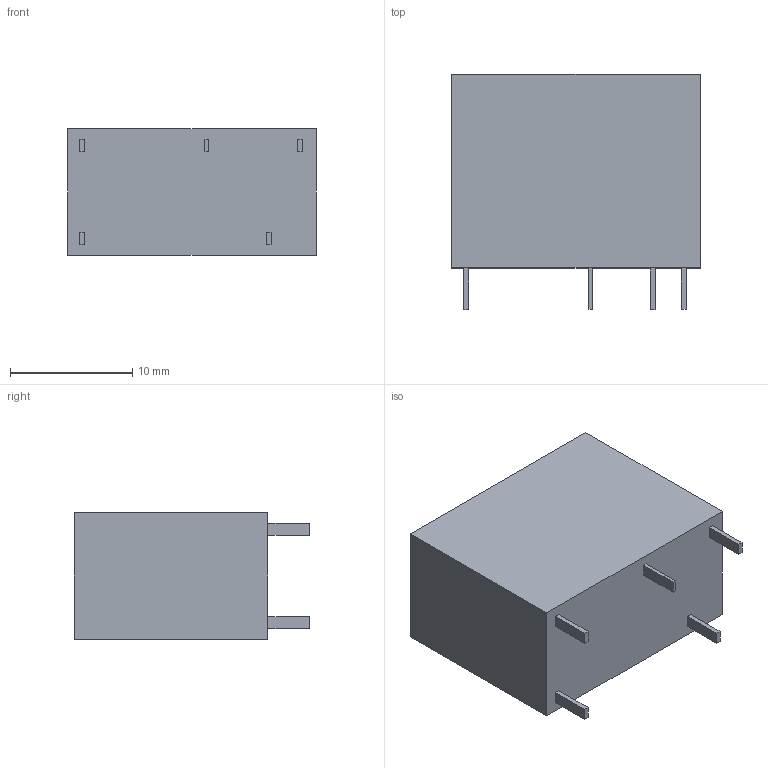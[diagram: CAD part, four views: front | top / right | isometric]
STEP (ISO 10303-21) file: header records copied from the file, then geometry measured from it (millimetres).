
FILE_DESCRIPTION(('STEP AP214'),'1');
FILE_NAME('g5sb-14_5dc.stp','2015-04-09T14:24:09',('TraceParts'),('TraceParts S.A.'),'XStep 1.0',' ',' ');
FILE_SCHEMA(('automotive_design'));
Length unit declared in the file: millimetre
Products named in the file (1): 1
Bounding box: 20.3 x 19.2 x 10.3 mm (x, y, z)
Volume: 3310 mm3; surface area: 1431.9 mm2
Topology: 1 solids, 1 shells, 31 faces, 72 edges, 48 vertices
Faces by surface type: plane 31
Entity records: 1730 total; most frequent: CARTESIAN_POINT 152, STYLED_ITEM 151, PRESENTATION_STYLE_ASSIGNMENT 151, COLOUR_RGB 151, ORIENTED_EDGE 144, DIRECTION 136, EDGE_CURVE 72, CURVE_STYLE 72
